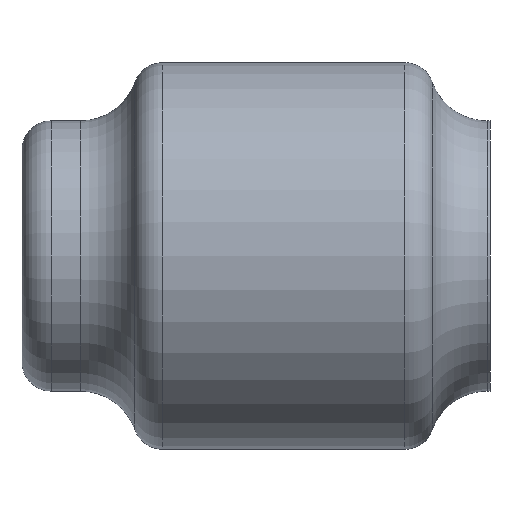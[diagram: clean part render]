
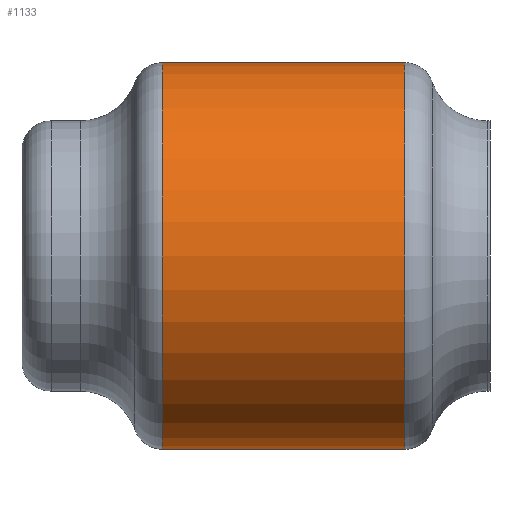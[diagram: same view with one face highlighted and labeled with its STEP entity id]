
A CAD part, left-side view. The second image highlights one B-rep face of the part: STEP entity #1133.
In plain terms, the highlighted cylindrical face has radius 13.3 mm (diameter 26.6 mm), a partial arc.
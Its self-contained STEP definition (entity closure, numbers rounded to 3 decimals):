
#58 = VERTEX_POINT ( 'NONE', #347 ) ;
#152 = EDGE_LOOP ( 'NONE', ( #1079, #1372, #1445, #1268 ) ) ;
#169 = DIRECTION ( 'NONE',  ( 0., 0., 1. ) ) ;
#178 = CARTESIAN_POINT ( 'NONE',  ( 0., 5.857, 0. ) ) ;
#347 = CARTESIAN_POINT ( 'NONE',  ( 0., 22.543, -13.3 ) ) ;
#379 = CARTESIAN_POINT ( 'NONE',  ( 0., 24.2, -13.3 ) ) ;
#418 = CIRCLE ( 'NONE', #478, 13.3 ) ;
#478 = AXIS2_PLACEMENT_3D ( 'NONE', #1887, #1703, #880 ) ;
#491 = EDGE_CURVE ( 'NONE', #1923, #964, #605, .T. ) ;
#505 = DIRECTION ( 'NONE',  ( 0., 1., 0. ) ) ;
#513 = CARTESIAN_POINT ( 'NONE',  ( 0., 24.2, 0. ) ) ;
#584 = EDGE_CURVE ( 'NONE', #1236, #58, #418, .T. ) ;
#605 = CIRCLE ( 'NONE', #989, 13.3 ) ;
#676 = DIRECTION ( 'NONE',  ( 0., 0., -1. ) ) ;
#724 = CARTESIAN_POINT ( 'NONE',  ( 0., 22.543, 13.3 ) ) ;
#798 = LINE ( 'NONE', #379, #1401 ) ;
#880 = DIRECTION ( 'NONE',  ( 0., 0., -1. ) ) ;
#881 = FACE_OUTER_BOUND ( 'NONE', #152, .T. ) ;
#904 = EDGE_CURVE ( 'NONE', #58, #1923, #798, .T. ) ;
#964 = VERTEX_POINT ( 'NONE', #1488 ) ;
#989 = AXIS2_PLACEMENT_3D ( 'NONE', #178, #505, #169 ) ;
#1039 = DIRECTION ( 'NONE',  ( 0., -1., 0. ) ) ;
#1079 = ORIENTED_EDGE ( 'NONE', *, *, #1285, .F. ) ;
#1108 = CARTESIAN_POINT ( 'NONE',  ( 0., 5.857, -13.3 ) ) ;
#1133 = ADVANCED_FACE ( 'NONE', ( #881 ), #1910, .T. ) ;
#1236 = VERTEX_POINT ( 'NONE', #724 ) ;
#1249 = VECTOR ( 'NONE', #1039, 1000. ) ;
#1268 = ORIENTED_EDGE ( 'NONE', *, *, #491, .T. ) ;
#1285 = EDGE_CURVE ( 'NONE', #1236, #964, #1882, .T. ) ;
#1372 = ORIENTED_EDGE ( 'NONE', *, *, #584, .T. ) ;
#1401 = VECTOR ( 'NONE', #1566, 1000. ) ;
#1445 = ORIENTED_EDGE ( 'NONE', *, *, #904, .T. ) ;
#1488 = CARTESIAN_POINT ( 'NONE',  ( 0., 5.857, 13.3 ) ) ;
#1566 = DIRECTION ( 'NONE',  ( 0., -1., 0. ) ) ;
#1703 = DIRECTION ( 'NONE',  ( 0., -1., 0. ) ) ;
#1802 = AXIS2_PLACEMENT_3D ( 'NONE', #513, #1856, #676 ) ;
#1856 = DIRECTION ( 'NONE',  ( 0., -1., 0. ) ) ;
#1882 = LINE ( 'NONE', #1900, #1249 ) ;
#1887 = CARTESIAN_POINT ( 'NONE',  ( 0., 22.543, 0. ) ) ;
#1900 = CARTESIAN_POINT ( 'NONE',  ( 0., 24.2, 13.3 ) ) ;
#1910 = CYLINDRICAL_SURFACE ( 'NONE', #1802, 13.3 ) ;
#1923 = VERTEX_POINT ( 'NONE', #1108 ) ;
